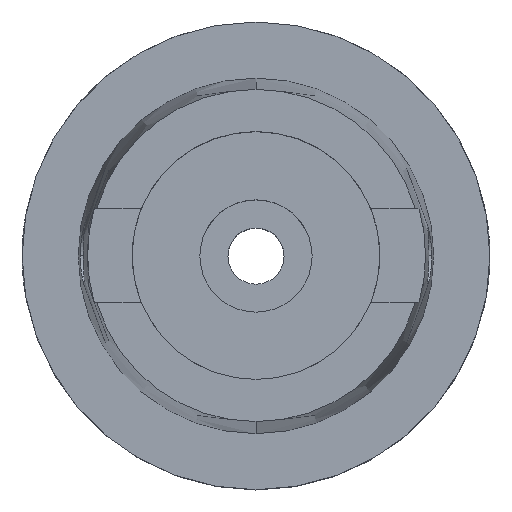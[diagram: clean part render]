
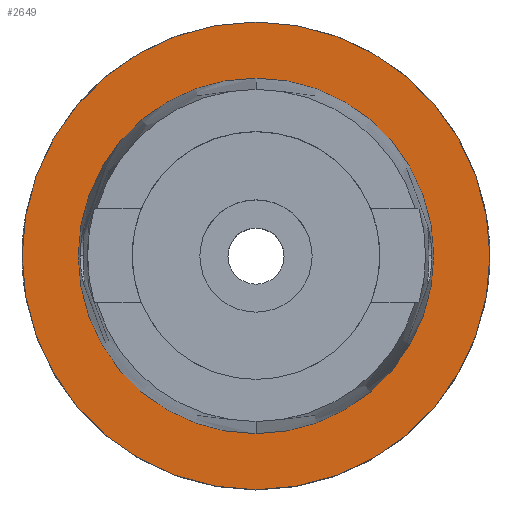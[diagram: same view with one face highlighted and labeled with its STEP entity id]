
A CAD part, top view. The second image highlights one B-rep face of the part: STEP entity #2649.
In plain terms, the highlighted planar face has unit normal (0, 0, 1).
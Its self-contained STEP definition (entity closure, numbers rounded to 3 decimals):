
#342=CARTESIAN_POINT('',(0.,0.,0.));
#343=DIRECTION('',(0.,0.,-1.));
#344=DIRECTION('',(0.,-1.,0.));
#345=AXIS2_PLACEMENT_3D('',#342,#343,#344);
#350=CARTESIAN_POINT('',(0.,0.,0.));
#351=DIRECTION('',(0.,0.,-1.));
#352=DIRECTION('',(0.,1.,0.));
#353=AXIS2_PLACEMENT_3D('',#350,#351,#352);
#358=CARTESIAN_POINT('',(0.,0.,0.));
#359=DIRECTION('',(0.,0.,1.));
#360=DIRECTION('',(0.,-1.,0.));
#361=AXIS2_PLACEMENT_3D('',#358,#359,#360);
#366=CARTESIAN_POINT('',(0.,0.,0.));
#367=DIRECTION('',(0.,0.,1.));
#368=DIRECTION('',(0.,1.,0.));
#369=AXIS2_PLACEMENT_3D('',#366,#367,#368);
#2157=CARTESIAN_POINT('',(0.,38.,0.));
#2158=VERTEX_POINT('',#2157);
#2159=CARTESIAN_POINT('',(0.,-38.,0.));
#2160=VERTEX_POINT('',#2159);
#2167=CARTESIAN_POINT('',(0.,-50.,0.));
#2168=CARTESIAN_POINT('',(0.,50.,0.));
#2169=VERTEX_POINT('',#2167);
#2170=VERTEX_POINT('',#2168);
#2634=CARTESIAN_POINT('',(0.,0.,0.));
#2635=DIRECTION('',(0.,0.,1.));
#2636=DIRECTION('',(0.,1.,0.));
#2637=AXIS2_PLACEMENT_3D('',#2634,#2635,#2636);
#2638=PLANE('',#2637);
#2640=ORIENTED_EDGE('',*,*,#2639,.T.);
#2642=ORIENTED_EDGE('',*,*,#2641,.T.);
#2643=EDGE_LOOP('',(#2640,#2642));
#2644=FACE_OUTER_BOUND('',#2643,.F.);
#2645=ORIENTED_EDGE('',*,*,#2540,.T.);
#2646=ORIENTED_EDGE('',*,*,#2609,.T.);
#2647=EDGE_LOOP('',(#2645,#2646));
#2648=FACE_BOUND('',#2647,.F.);
#346=CIRCLE('',#345,50.);
#354=CIRCLE('',#353,50.);
#362=CIRCLE('',#361,38.);
#370=CIRCLE('',#369,38.);
#2540=EDGE_CURVE('',#2160,#2158,#362,.T.);
#2609=EDGE_CURVE('',#2158,#2160,#370,.T.);
#2639=EDGE_CURVE('',#2169,#2170,#346,.T.);
#2641=EDGE_CURVE('',#2170,#2169,#354,.T.);
#2649=ADVANCED_FACE('',(#2644,#2648),#2638,.T.);
